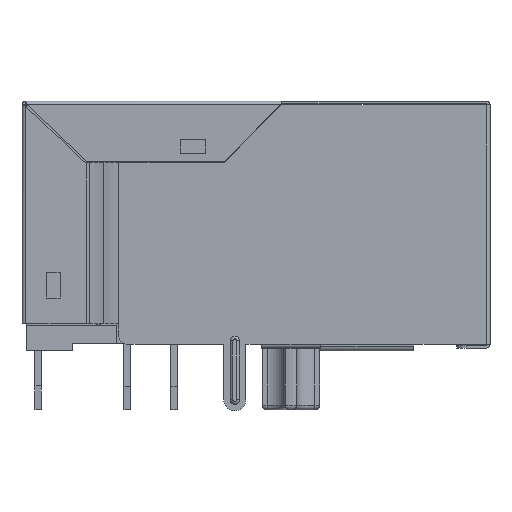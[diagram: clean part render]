
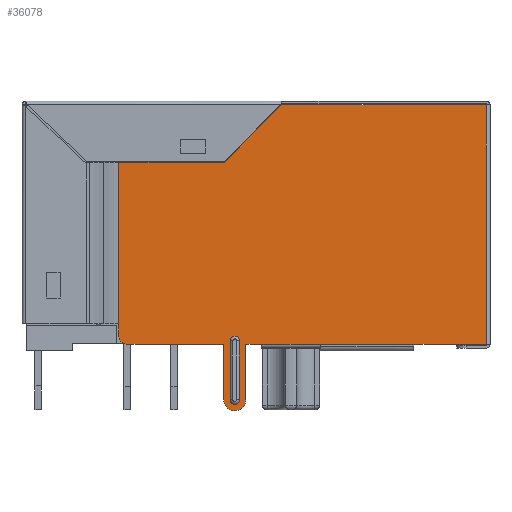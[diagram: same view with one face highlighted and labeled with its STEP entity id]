
A CAD part, left-side view. The second image highlights one B-rep face of the part: STEP entity #36078.
In plain terms, the highlighted face is planar.
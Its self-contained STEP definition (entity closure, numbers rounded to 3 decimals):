
#1087=CIRCLE('',#41876,0.25);
#1088=CIRCLE('',#41878,0.6);
#1092=CIRCLE('',#41885,0.5);
#1093=CIRCLE('',#41886,0.25);
#3747=ORIENTED_EDGE('',*,*,#13649,.T.);
#3748=ORIENTED_EDGE('',*,*,#13650,.T.);
#3749=ORIENTED_EDGE('',*,*,#13651,.T.);
#3750=ORIENTED_EDGE('',*,*,#13652,.F.);
#3751=ORIENTED_EDGE('',*,*,#13643,.F.);
#3752=ORIENTED_EDGE('',*,*,#13653,.F.);
#3753=ORIENTED_EDGE('',*,*,#13654,.T.);
#3754=ORIENTED_EDGE('',*,*,#13655,.T.);
#3755=ORIENTED_EDGE('',*,*,#13656,.T.);
#3756=ORIENTED_EDGE('',*,*,#13657,.T.);
#3757=ORIENTED_EDGE('',*,*,#13658,.T.);
#3758=ORIENTED_EDGE('',*,*,#13659,.T.);
#3759=ORIENTED_EDGE('',*,*,#13660,.T.);
#3760=ORIENTED_EDGE('',*,*,#13661,.T.);
#3761=ORIENTED_EDGE('',*,*,#13642,.F.);
#3762=ORIENTED_EDGE('',*,*,#13662,.F.);
#3763=ORIENTED_EDGE('',*,*,#13663,.F.);
#3764=ORIENTED_EDGE('',*,*,#13664,.F.);
#13642=EDGE_CURVE('',#18718,#18716,#1087,.F.);
#13643=EDGE_CURVE('',#18719,#18720,#1088,.T.);
#13649=EDGE_CURVE('',#18723,#18724,#22233,.T.);
#13650=EDGE_CURVE('',#18724,#18725,#1092,.T.);
#13651=EDGE_CURVE('',#18725,#18726,#22234,.T.);
#13652=EDGE_CURVE('',#18720,#18726,#22235,.T.);
#13653=EDGE_CURVE('',#18727,#18719,#22236,.T.);
#13654=EDGE_CURVE('',#18727,#18728,#22237,.T.);
#13655=EDGE_CURVE('',#18728,#18729,#22238,.T.);
#13656=EDGE_CURVE('',#18729,#18730,#22239,.T.);
#13657=EDGE_CURVE('',#18730,#18731,#22240,.T.);
#13658=EDGE_CURVE('',#18731,#18732,#22241,.T.);
#13659=EDGE_CURVE('',#18732,#18733,#22242,.T.);
#13660=EDGE_CURVE('',#18733,#18734,#22243,.T.);
#13661=EDGE_CURVE('',#18734,#18723,#22244,.T.);
#13662=EDGE_CURVE('',#18735,#18718,#22245,.T.);
#13663=EDGE_CURVE('',#18736,#18735,#1093,.T.);
#13664=EDGE_CURVE('',#18716,#18736,#22246,.T.);
#18716=VERTEX_POINT('',#56592);
#18718=VERTEX_POINT('',#56596);
#18719=VERTEX_POINT('',#56600);
#18720=VERTEX_POINT('',#56601);
#18723=VERTEX_POINT('',#56613);
#18724=VERTEX_POINT('',#56614);
#18725=VERTEX_POINT('',#56616);
#18726=VERTEX_POINT('',#56618);
#18727=VERTEX_POINT('',#56621);
#18728=VERTEX_POINT('',#56623);
#18729=VERTEX_POINT('',#56625);
#18730=VERTEX_POINT('',#56627);
#18731=VERTEX_POINT('',#56629);
#18732=VERTEX_POINT('',#56631);
#18733=VERTEX_POINT('',#56633);
#18734=VERTEX_POINT('',#56635);
#18735=VERTEX_POINT('',#56638);
#18736=VERTEX_POINT('',#56640);
#22233=LINE('',#56612,#26614);
#22234=LINE('',#56617,#26615);
#22235=LINE('',#56619,#26616);
#22236=LINE('',#56620,#26617);
#22237=LINE('',#56622,#26618);
#22238=LINE('',#56624,#26619);
#22239=LINE('',#56626,#26620);
#22240=LINE('',#56628,#26621);
#22241=LINE('',#56630,#26622);
#22242=LINE('',#56632,#26623);
#22243=LINE('',#56634,#26624);
#22244=LINE('',#56636,#26625);
#22245=LINE('',#56637,#26626);
#22246=LINE('',#56641,#26627);
#26614=VECTOR('',#45876,1000.);
#26615=VECTOR('',#45879,1000.);
#26616=VECTOR('',#45880,1000.);
#26617=VECTOR('',#45881,1000.);
#26618=VECTOR('',#45882,1000.);
#26619=VECTOR('',#45883,1000.);
#26620=VECTOR('',#45884,1000.);
#26621=VECTOR('',#45885,1000.);
#26622=VECTOR('',#45886,1000.);
#26623=VECTOR('',#45887,1000.);
#26624=VECTOR('',#45888,1000.);
#26625=VECTOR('',#45889,1000.);
#26626=VECTOR('',#45890,1000.);
#26627=VECTOR('',#45893,1000.);
#30413=EDGE_LOOP('',(#3747,#3748,#3749,#3750,#3751,#3752,#3753,#3754,#3755,
#3756,#3757,#3758,#3759,#3760));
#30414=EDGE_LOOP('',(#3761,#3762,#3763,#3764));
#32463=FACE_BOUND('',#30413,.T.);
#32464=FACE_BOUND('',#30414,.T.);
#34416=PLANE('',#41884);
#36078=ADVANCED_FACE('',(#32463,#32464),#34416,.T.);
#41876=AXIS2_PLACEMENT_3D('',#56597,#45856,#45857);
#41878=AXIS2_PLACEMENT_3D('',#56599,#45860,#45861);
#41884=AXIS2_PLACEMENT_3D('',#56611,#45874,#45875);
#41885=AXIS2_PLACEMENT_3D('',#56615,#45877,#45878);
#41886=AXIS2_PLACEMENT_3D('',#56639,#45891,#45892);
#45856=DIRECTION('',(0.,1.,0.));
#45857=DIRECTION('',(0.,0.,1.));
#45860=DIRECTION('',(0.,1.,0.));
#45861=DIRECTION('',(0.,0.,-1.));
#45874=DIRECTION('',(0.,-1.,0.));
#45875=DIRECTION('',(0.,0.,1.));
#45876=DIRECTION('',(-1.,0.,0.));
#45877=DIRECTION('',(0.,-1.,0.));
#45878=DIRECTION('',(0.,0.,-1.));
#45879=DIRECTION('',(0.,0.,-1.));
#45880=DIRECTION('',(1.,0.,0.));
#45881=DIRECTION('',(-1.,0.,0.));
#45882=DIRECTION('',(0.,0.,-1.));
#45883=DIRECTION('',(0.,0.,-1.));
#45884=DIRECTION('',(0.,0.,-1.));
#45885=DIRECTION('',(1.,0.,0.));
#45886=DIRECTION('',(0.,0.,1.));
#45887=DIRECTION('',(-0.707,0.,0.707));
#45888=DIRECTION('',(0.,0.,1.));
#45889=DIRECTION('',(-1.,0.,0.));
#45890=DIRECTION('',(-1.,0.,0.));
#45891=DIRECTION('',(0.,-1.,0.));
#45892=DIRECTION('',(1.,0.,0.));
#45893=DIRECTION('',(1.,0.,0.));
#56592=CARTESIAN_POINT('',(-9.5,-8.05,0.9));
#56596=CARTESIAN_POINT('',(-9.5,-8.05,1.4));
#56597=CARTESIAN_POINT('',(-9.5,-8.05,1.15));
#56599=CARTESIAN_POINT('',(-9.5,-8.05,1.15));
#56600=CARTESIAN_POINT('',(-9.5,-8.05,0.55));
#56601=CARTESIAN_POINT('',(-9.5,-8.05,1.75));
#56611=CARTESIAN_POINT('',(0.,-8.05,0.));
#56612=CARTESIAN_POINT('',(6.5,-8.05,7.45));
#56613=CARTESIAN_POINT('',(-5.38,-8.05,7.45));
#56614=CARTESIAN_POINT('',(-6.,-8.05,7.45));
#56615=CARTESIAN_POINT('',(-6.,-8.05,6.95));
#56616=CARTESIAN_POINT('',(-6.5,-8.05,6.95));
#56617=CARTESIAN_POINT('',(-6.5,-8.05,7.45));
#56618=CARTESIAN_POINT('',(-6.5,-8.05,1.75));
#56619=CARTESIAN_POINT('',(-9.5,-8.05,1.75));
#56620=CARTESIAN_POINT('',(-6.5,-8.05,0.55));
#56621=CARTESIAN_POINT('',(-6.5,-8.05,0.55));
#56622=CARTESIAN_POINT('',(-6.5,-8.05,7.45));
#56623=CARTESIAN_POINT('',(-6.5,-8.05,-0.3));
#56624=CARTESIAN_POINT('',(-6.5,-8.05,-0.3));
#56625=CARTESIAN_POINT('',(-6.5,-8.05,-3.5));
#56626=CARTESIAN_POINT('',(-6.5,-8.05,7.45));
#56627=CARTESIAN_POINT('',(-6.5,-8.05,-12.5));
#56628=CARTESIAN_POINT('',(-6.5,-8.05,-12.5));
#56629=CARTESIAN_POINT('',(6.5,-8.05,-12.5));
#56630=CARTESIAN_POINT('',(6.5,-8.05,-12.578));
#56631=CARTESIAN_POINT('',(6.5,-8.05,-1.4));
#56632=CARTESIAN_POINT('',(2.55,-8.05,2.55));
#56633=CARTESIAN_POINT('',(3.4,-8.05,1.7));
#56634=CARTESIAN_POINT('',(3.4,-8.05,0.));
#56635=CARTESIAN_POINT('',(3.4,-8.05,7.45));
#56636=CARTESIAN_POINT('',(6.5,-8.05,7.45));
#56637=CARTESIAN_POINT('',(0.,-8.05,1.4));
#56638=CARTESIAN_POINT('',(-6.3,-8.05,1.4));
#56639=CARTESIAN_POINT('',(-6.3,-8.05,1.15));
#56640=CARTESIAN_POINT('',(-6.3,-8.05,0.9));
#56641=CARTESIAN_POINT('',(0.,-8.05,0.9));
